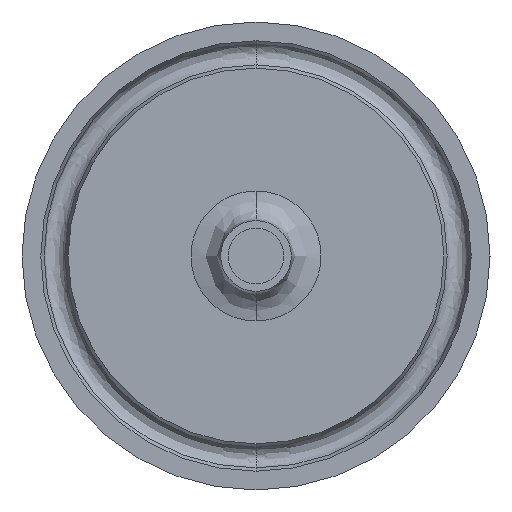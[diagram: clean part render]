
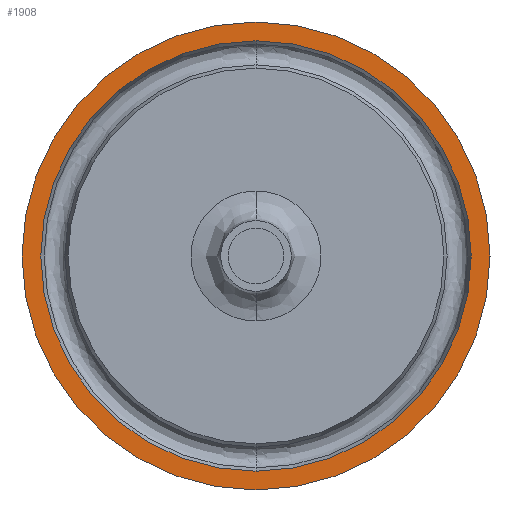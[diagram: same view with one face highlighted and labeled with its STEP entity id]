
A CAD part, front view. The second image highlights one B-rep face of the part: STEP entity #1908.
In plain terms, the highlighted planar face has unit normal (0, -1, 0).
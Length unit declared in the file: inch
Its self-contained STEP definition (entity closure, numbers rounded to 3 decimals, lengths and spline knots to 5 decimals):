
#33 = DIRECTION ( 'NONE',  ( 0., 0., -1. ) ) ;
#123 = ORIENTED_EDGE ( 'NONE', *, *, #1488, .T. ) ;
#163 = CARTESIAN_POINT ( 'NONE',  ( 0., -0.66929, -0.91235 ) ) ;
#225 = DIRECTION ( 'NONE',  ( 0., 0., -1. ) ) ;
#248 = VERTEX_POINT ( 'NONE', #1572 ) ;
#259 = FACE_OUTER_BOUND ( 'NONE', #2295, .T. ) ;
#379 = EDGE_LOOP ( 'NONE', ( #1843, #123 ) ) ;
#535 = AXIS2_PLACEMENT_3D ( 'NONE', #1461, #2298, #225 ) ;
#597 = DIRECTION ( 'NONE',  ( 0., -1., 0. ) ) ;
#627 = EDGE_CURVE ( 'NONE', #2106, #1208, #1462, .T. ) ;
#746 = CARTESIAN_POINT ( 'NONE',  ( 0., -0.66929, 0. ) ) ;
#769 = CIRCLE ( 'NONE', #535, 0.91235 ) ;
#810 = CARTESIAN_POINT ( 'NONE',  ( 0., -0.66929, 0. ) ) ;
#826 = EDGE_CURVE ( 'NONE', #248, #1239, #1626, .T. ) ;
#829 = AXIS2_PLACEMENT_3D ( 'NONE', #810, #597, #1648 ) ;
#867 = DIRECTION ( 'NONE',  ( 0., -1., 0. ) ) ;
#954 = DIRECTION ( 'NONE',  ( 0., 0., -1. ) ) ;
#1003 = CARTESIAN_POINT ( 'NONE',  ( 0., -0.66929, -0.99213 ) ) ;
#1208 = VERTEX_POINT ( 'NONE', #1614 ) ;
#1239 = VERTEX_POINT ( 'NONE', #1003 ) ;
#1304 = DIRECTION ( 'NONE',  ( 0., -1., 0. ) ) ;
#1461 = CARTESIAN_POINT ( 'NONE',  ( 0., -0.66929, 0. ) ) ;
#1462 = CIRCLE ( 'NONE', #2013, 0.91235 ) ;
#1488 = EDGE_CURVE ( 'NONE', #1208, #2106, #769, .T. ) ;
#1514 = ORIENTED_EDGE ( 'NONE', *, *, #2280, .T. ) ;
#1572 = CARTESIAN_POINT ( 'NONE',  ( 0., -0.66929, 0.99213 ) ) ;
#1613 = ORIENTED_EDGE ( 'NONE', *, *, #826, .T. ) ;
#1614 = CARTESIAN_POINT ( 'NONE',  ( 0., -0.66929, 0.91235 ) ) ;
#1626 = CIRCLE ( 'NONE', #1906, 0.99213 ) ;
#1648 = DIRECTION ( 'NONE',  ( 0., 0., -1. ) ) ;
#1843 = ORIENTED_EDGE ( 'NONE', *, *, #627, .T. ) ;
#1906 = AXIS2_PLACEMENT_3D ( 'NONE', #2540, #1304, #33 ) ;
#1908 = ADVANCED_FACE ( 'NONE', ( #2673, #259 ), #2110, .T. ) ;
#1938 = AXIS2_PLACEMENT_3D ( 'NONE', #2301, #867, #2522 ) ;
#2013 = AXIS2_PLACEMENT_3D ( 'NONE', #746, #2188, #954 ) ;
#2106 = VERTEX_POINT ( 'NONE', #163 ) ;
#2110 = PLANE ( 'NONE',  #1938 ) ;
#2154 = CIRCLE ( 'NONE', #829, 0.99213 ) ;
#2188 = DIRECTION ( 'NONE',  ( 0., 1., 0. ) ) ;
#2280 = EDGE_CURVE ( 'NONE', #1239, #248, #2154, .T. ) ;
#2295 = EDGE_LOOP ( 'NONE', ( #1514, #1613 ) ) ;
#2298 = DIRECTION ( 'NONE',  ( 0., 1., 0. ) ) ;
#2301 = CARTESIAN_POINT ( 'NONE',  ( 0., -0.66929, 0.49606 ) ) ;
#2522 = DIRECTION ( 'NONE',  ( 0., 0., -1. ) ) ;
#2540 = CARTESIAN_POINT ( 'NONE',  ( 0., -0.66929, 0. ) ) ;
#2673 = FACE_BOUND ( 'NONE', #379, .T. ) ;
